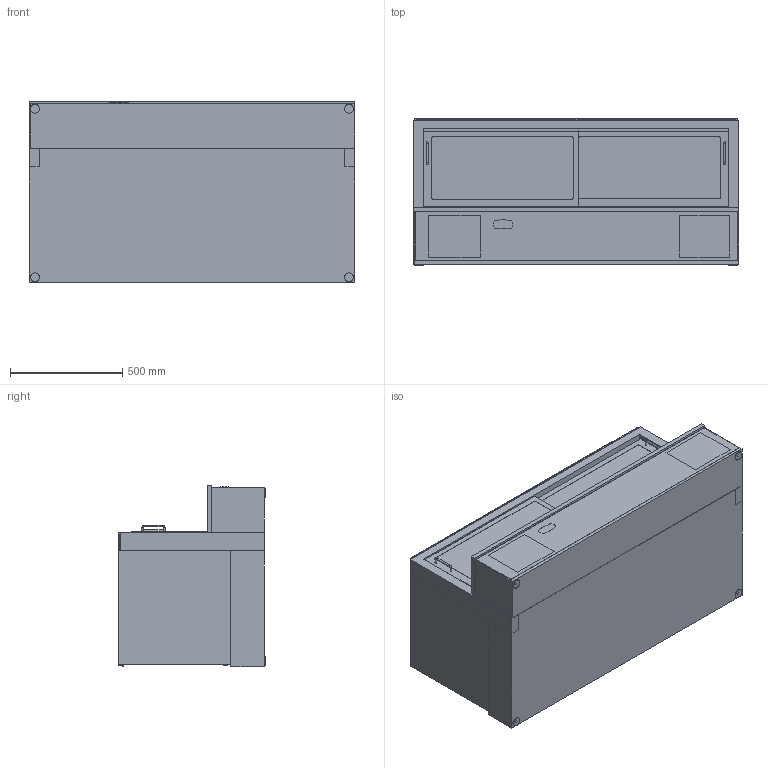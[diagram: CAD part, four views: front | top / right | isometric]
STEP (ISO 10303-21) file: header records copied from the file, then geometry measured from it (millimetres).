
FILE_DESCRIPTION(/* description */ ('Auftischvitrine: eigengekühlt'),/* implementation_level */ '2;1');
FILE_NAME(/* name */ '3D-AKE-00006604.stp',/* time_stamp */ '2024-05-27T09:54:47+02:00',/* author */ ('julian.lux'),/* organization */ (''),/* preprocessor_version */ 'ST-DEVELOPER v18.1',/* originating_system */ 'Autodesk Inventor 2020',/* authorisation */ '');
FILE_SCHEMA (('AUTOMOTIVE_DESIGN { 1 0 10303 214 3 1 1 }'));
Length unit declared in the file: millimetre
Products named in the file (1): 3D-AKE-00006604
Bounding box: 1450 x 656 x 810 mm (x, y, z)
Volume: 189954023.7 mm3; surface area: 16725142.9 mm2
Topology: 40 solids, 40 shells, 382 faces, 917 edges, 620 vertices
Faces by surface type: plane 303, cylinder 75, torus 4
Full cylindrical faces by diameter (mm): 8 x6, 10 x4, 40 x4
Entity records: 11098 total; most frequent: CARTESIAN_POINT 1920, DIRECTION 1873, ORIENTED_EDGE 1834, EDGE_CURVE 917, LINE 727, VECTOR 727, VERTEX_POINT 620, AXIS2_PLACEMENT_3D 573
